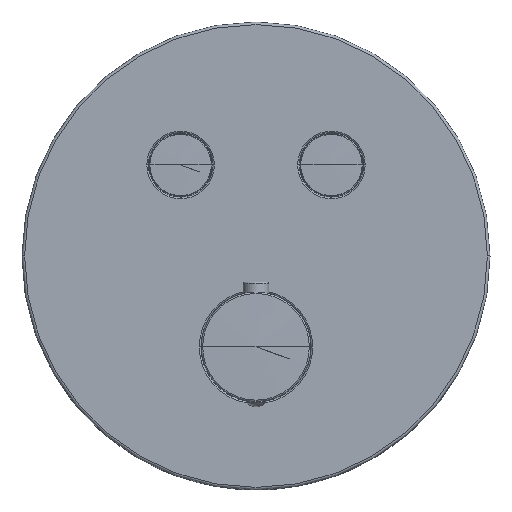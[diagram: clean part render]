
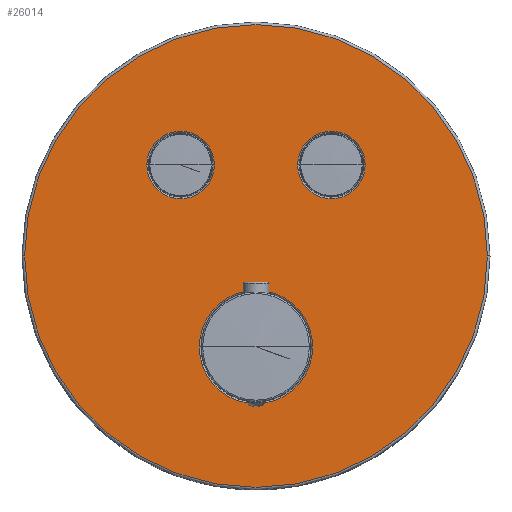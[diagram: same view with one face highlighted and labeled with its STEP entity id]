
A CAD part, top view. The second image highlights one B-rep face of the part: STEP entity #26014.
In plain terms, the highlighted planar face has unit normal (0, 0, 1).
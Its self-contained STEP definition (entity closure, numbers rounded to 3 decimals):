
#4261=CARTESIAN_POINT('',(0.,0.,9.));
#4262=DIRECTION('',(0.,0.,1.));
#4263=DIRECTION('',(1.,0.,0.));
#4264=AXIS2_PLACEMENT_3D('',#4261,#4262,#4263);
#4266=CARTESIAN_POINT('',(0.,0.,9.));
#4267=DIRECTION('',(0.,0.,1.));
#4268=DIRECTION('',(-1.,0.,0.));
#4269=AXIS2_PLACEMENT_3D('',#4266,#4267,#4268);
#4271=CARTESIAN_POINT('',(-29.,35.,9.));
#4272=DIRECTION('',(0.,0.,-1.));
#4273=DIRECTION('',(-1.,0.,0.));
#4274=AXIS2_PLACEMENT_3D('',#4271,#4272,#4273);
#4276=CARTESIAN_POINT('',(-29.,35.,9.));
#4277=DIRECTION('',(0.,0.,-1.));
#4278=DIRECTION('',(1.,0.,0.));
#4279=AXIS2_PLACEMENT_3D('',#4276,#4277,#4278);
#4281=CARTESIAN_POINT('',(29.,35.,9.));
#4282=DIRECTION('',(0.,0.,-1.));
#4283=DIRECTION('',(-1.,0.,0.));
#4284=AXIS2_PLACEMENT_3D('',#4281,#4282,#4283);
#4286=CARTESIAN_POINT('',(29.,35.,9.));
#4287=DIRECTION('',(0.,0.,-1.));
#4288=DIRECTION('',(1.,0.,0.));
#4289=AXIS2_PLACEMENT_3D('',#4286,#4287,#4288);
#4291=CARTESIAN_POINT('',(0.,-35.,9.));
#4292=DIRECTION('',(0.,0.,-1.));
#4293=DIRECTION('',(1.,0.,0.));
#4294=AXIS2_PLACEMENT_3D('',#4291,#4292,#4293);
#4296=CARTESIAN_POINT('',(0.,-35.,9.));
#4297=DIRECTION('',(0.,0.,-1.));
#4298=DIRECTION('',(-1.,0.,0.));
#4299=AXIS2_PLACEMENT_3D('',#4296,#4297,#4298);
#20134=CARTESIAN_POINT('',(89.,0.,9.));
#20135=CARTESIAN_POINT('',(-89.,0.,9.));
#20136=VERTEX_POINT('',#20134);
#20137=VERTEX_POINT('',#20135);
#20234=CARTESIAN_POINT('',(-42.,35.,9.));
#20235=CARTESIAN_POINT('',(-16.,35.,9.));
#20236=VERTEX_POINT('',#20234);
#20237=VERTEX_POINT('',#20235);
#20242=CARTESIAN_POINT('',(16.,35.,9.));
#20243=CARTESIAN_POINT('',(42.,35.,9.));
#20244=VERTEX_POINT('',#20242);
#20245=VERTEX_POINT('',#20243);
#20250=CARTESIAN_POINT('',(21.8,-35.,9.));
#20251=CARTESIAN_POINT('',(-21.8,-35.,9.));
#20252=VERTEX_POINT('',#20250);
#20253=VERTEX_POINT('',#20251);
#25986=CARTESIAN_POINT('',(0.,0.,9.));
#25987=DIRECTION('',(0.,0.,1.));
#25988=DIRECTION('',(1.,0.,0.));
#25989=AXIS2_PLACEMENT_3D('',#25986,#25987,#25988);
#25990=PLANE('',#25989);
#25992=ORIENTED_EDGE('',*,*,#25991,.F.);
#25994=ORIENTED_EDGE('',*,*,#25993,.F.);
#25995=EDGE_LOOP('',(#25992,#25994));
#25996=FACE_OUTER_BOUND('',#25995,.F.);
#25998=ORIENTED_EDGE('',*,*,#25997,.F.);
#26000=ORIENTED_EDGE('',*,*,#25999,.F.);
#26001=EDGE_LOOP('',(#25998,#26000));
#26002=FACE_BOUND('',#26001,.F.);
#26004=ORIENTED_EDGE('',*,*,#26003,.F.);
#26006=ORIENTED_EDGE('',*,*,#26005,.F.);
#26007=EDGE_LOOP('',(#26004,#26006));
#26008=FACE_BOUND('',#26007,.F.);
#26010=ORIENTED_EDGE('',*,*,#26009,.F.);
#26011=ORIENTED_EDGE('',*,*,#25969,.F.);
#26012=EDGE_LOOP('',(#26010,#26011));
#26013=FACE_BOUND('',#26012,.F.);
#26014=ADVANCED_FACE('',(#25996,#26002,#26008,#26013),#25990,.T.);
#4265=CIRCLE('',#4264,89.);
#4270=CIRCLE('',#4269,89.);
#4275=CIRCLE('',#4274,13.);
#4280=CIRCLE('',#4279,13.);
#4285=CIRCLE('',#4284,13.);
#4290=CIRCLE('',#4289,13.);
#4295=CIRCLE('',#4294,21.8);
#4300=CIRCLE('',#4299,21.8);
#25969=EDGE_CURVE('',#20253,#20252,#4300,.T.);
#25991=EDGE_CURVE('',#20136,#20137,#4265,.T.);
#25993=EDGE_CURVE('',#20137,#20136,#4270,.T.);
#25997=EDGE_CURVE('',#20236,#20237,#4275,.T.);
#25999=EDGE_CURVE('',#20237,#20236,#4280,.T.);
#26003=EDGE_CURVE('',#20244,#20245,#4285,.T.);
#26005=EDGE_CURVE('',#20245,#20244,#4290,.T.);
#26009=EDGE_CURVE('',#20252,#20253,#4295,.T.);
